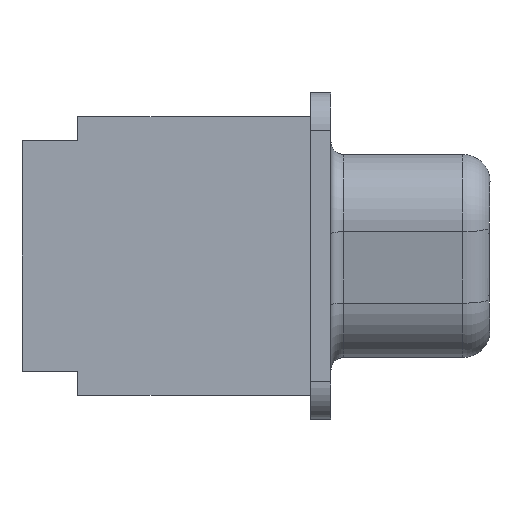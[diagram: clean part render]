
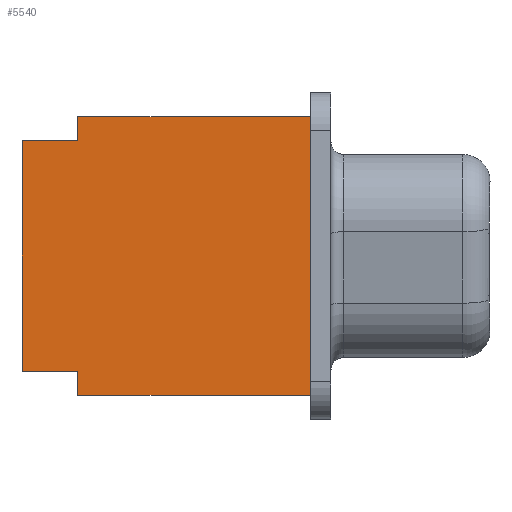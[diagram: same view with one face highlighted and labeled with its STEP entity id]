
A CAD part, left-side view. The second image highlights one B-rep face of the part: STEP entity #5540.
In plain terms, the highlighted face is planar.
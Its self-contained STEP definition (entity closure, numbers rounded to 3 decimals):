
#1620=CARTESIAN_POINT('',(-220.486,191.277,23.12));
#1630=VERTEX_POINT('',#1620);
#1660=CARTESIAN_POINT('',(0.,191.277,23.12));
#1670=DIRECTION('',(1.,0.,0.));
#1680=VECTOR('',#1670,1.);
#1690=LINE('',#1660,#1680);
#1700=CARTESIAN_POINT('',(-221.436,191.277,23.12));
#1710=VERTEX_POINT('',#1700);
#1720=EDGE_CURVE('',#1710,#1630,#1690,.T.);
#2210=CARTESIAN_POINT('',(-220.486,191.277,25.32));
#2220=VERTEX_POINT('',#2210);
#2250=CARTESIAN_POINT('',(-220.486,191.277,0.));
#2260=DIRECTION('',(0.,0.,1.));
#2270=VECTOR('',#2260,1.);
#2280=LINE('',#2250,#2270);
#2290=EDGE_CURVE('',#1630,#2220,#2280,.T.);
#2490=CARTESIAN_POINT('',(-221.436,191.277,0.));
#2500=DIRECTION('',(0.,0.,1.));
#2510=VECTOR('',#2500,1.);
#2520=LINE('',#2490,#2510);
#2530=CARTESIAN_POINT('',(-221.436,191.277,13.92));
#2540=VERTEX_POINT('',#2530);
#2550=EDGE_CURVE('',#2540,#1710,#2520,.T.);
#3940=CARTESIAN_POINT('',(-210.436,191.277,23.12));
#3950=VERTEX_POINT('',#3940);
#3980=CARTESIAN_POINT('',(-211.386,191.277,23.12));
#3990=VERTEX_POINT('',#3980);
#4000=EDGE_CURVE('',#3990,#3950,#1690,.T.);
#4650=CARTESIAN_POINT('',(-211.386,191.277,0.));
#4660=DIRECTION('',(0.,0.,-1.));
#4670=VECTOR('',#4660,1.);
#4680=LINE('',#4650,#4670);
#4690=CARTESIAN_POINT('',(-211.386,191.277,25.32));
#4700=VERTEX_POINT('',#4690);
#4710=EDGE_CURVE('',#4700,#3990,#4680,.T.);
#5220=CARTESIAN_POINT('',(-210.586,191.277,23.12));
#5230=DIRECTION('',(0.,-1.,-0.));
#5240=DIRECTION('',(-1.,0.,0.));
#5250=AXIS2_PLACEMENT_3D('',#5220,#5230,#5240);
#5260=PLANE('',#5250);
#5270=ORIENTED_EDGE('',*,*,#2550,.F.);
#5280=ORIENTED_EDGE('',*,*,#1720,.F.);
#5290=ORIENTED_EDGE('',*,*,#2290,.F.);
#5300=CARTESIAN_POINT('',(0.,191.277,25.32));
#5310=DIRECTION('',(-1.,0.,0.));
#5320=VECTOR('',#5310,1.);
#5330=LINE('',#5300,#5320);
#5340=EDGE_CURVE('',#4700,#2220,#5330,.T.);
#5350=ORIENTED_EDGE('',*,*,#5340,.T.);
#5360=ORIENTED_EDGE('',*,*,#4710,.F.);
#5370=ORIENTED_EDGE('',*,*,#4000,.F.);
#5380=CARTESIAN_POINT('',(-210.436,191.277,0.));
#5390=DIRECTION('',(0.,0.,-1.));
#5400=VECTOR('',#5390,1.);
#5410=LINE('',#5380,#5400);
#5420=CARTESIAN_POINT('',(-210.436,191.277,13.92));
#5430=VERTEX_POINT('',#5420);
#5440=EDGE_CURVE('',#3950,#5430,#5410,.T.);
#5450=ORIENTED_EDGE('',*,*,#5440,.F.);
#5460=CARTESIAN_POINT('',(0.,191.277,13.92));
#5470=DIRECTION('',(-1.,0.,0.));
#5480=VECTOR('',#5470,1.);
#5490=LINE('',#5460,#5480);
#5500=EDGE_CURVE('',#5430,#2540,#5490,.T.);
#5510=ORIENTED_EDGE('',*,*,#5500,.F.);
#5520=EDGE_LOOP('',(#5510,#5450,#5370,#5360,#5350,#5290,#5280,#5270));
#5530=FACE_OUTER_BOUND('',#5520,.T.);
#5540=ADVANCED_FACE('',(#5530),#5260,.T.);
